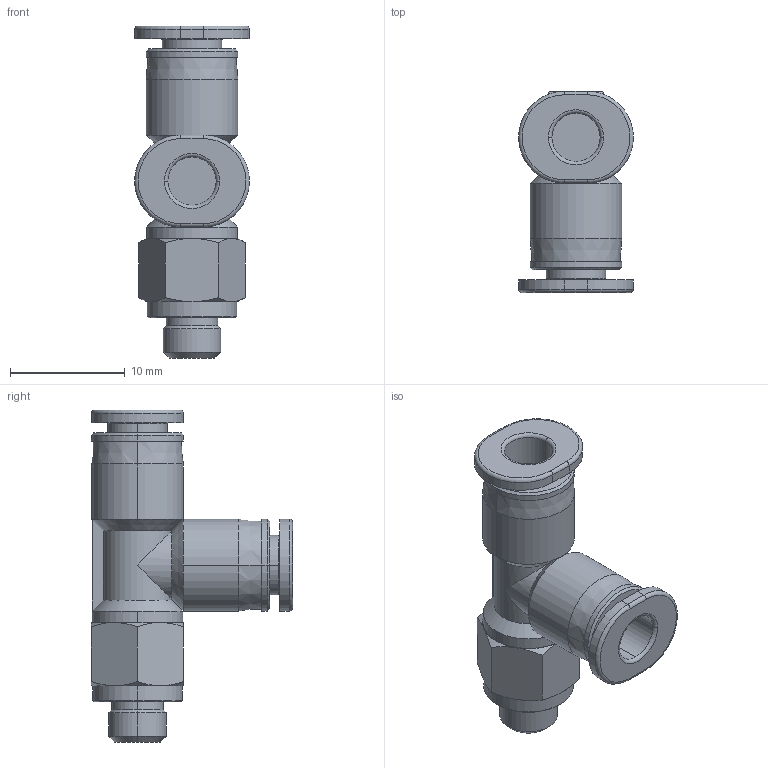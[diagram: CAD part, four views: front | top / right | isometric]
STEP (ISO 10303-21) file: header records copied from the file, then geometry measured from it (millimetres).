
FILE_DESCRIPTION((''),'2;1');
FILE_NAME('PST04M5C-mdt.stp','2017-07-24T16:57:15',(''),(''),'Mechanical Desktop 2009','Mechanical Desktop 2009',', , ');
FILE_SCHEMA(('CONFIG_CONTROL_DESIGN'));
Length unit declared in the file: millimetre
Products named in the file (7): PST04M5C-MDTA; PST04M5C-MDT; COLLAR-L04C; NLM6C; NLM5C; 04M3C; NLM3C-S
Assembly tree (8 placements, depth 3):
  PST04M5C-MDTA
    PST04M5C-MDT
    COLLAR-L04C  x2
    NLM6C
    NLM5C
    04M3C
      COLLAR-L04C
      NLM3C-S
Bounding box: 10 x 17.5 x 28.9 mm (x, y, z)
Volume: 1390.1 mm3; surface area: 1578.2 mm2
Topology: 1 solids, 1 shells, 109 faces, 237 edges, 141 vertices
Faces by surface type: cylinder 37, cone 31, plane 27, torus 8, bspline 6
Entity records: 3387 total; most frequent: CARTESIAN_POINT 816, DIRECTION 568, ORIENTED_EDGE 474, AXIS2_PLACEMENT_3D 247, EDGE_CURVE 237, VERTEX_POINT 141, CIRCLE 131, EDGE_LOOP 121
